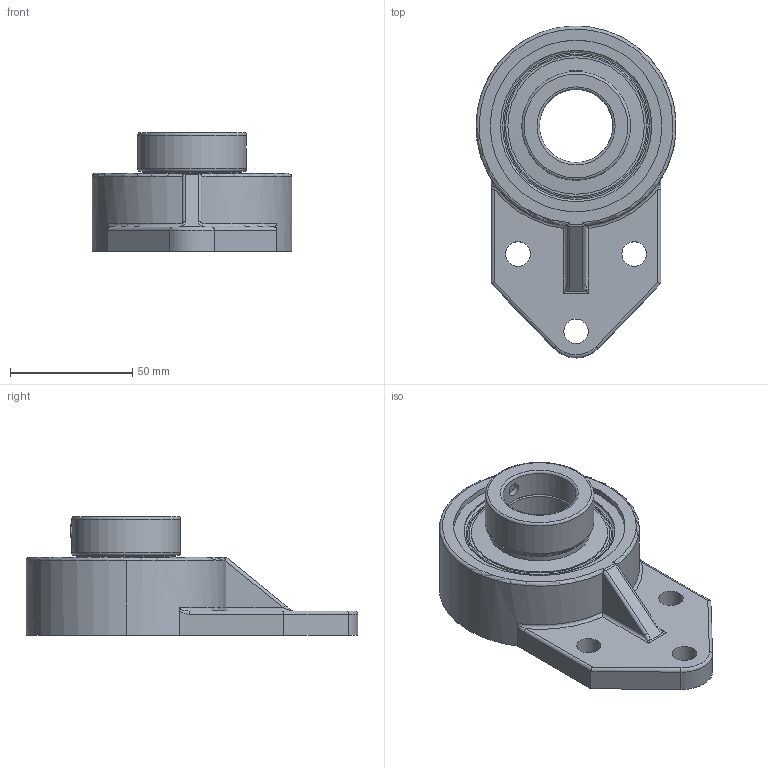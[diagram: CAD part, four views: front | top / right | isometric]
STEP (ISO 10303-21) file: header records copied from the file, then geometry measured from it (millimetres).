
FILE_DESCRIPTION(('HOOPS Exchange Step'),'2;1');
FILE_NAME('export-E415EF4B-D699-48D6-8DAB-325B3C785226.stp','2020-05-20T12:25:45-07:00',('dkerr'),('Alibre'),'HOOPS Exchange 2020.0','Alibre','Unknown authorisation');
FILE_SCHEMA( ('AP242_MANAGED_MODEL_BASED_3D_ENGINEERING_MIM_LF {1 0 10303 442 1 1 4 }') );
Length unit declared in the file: inch
Products named in the file (8): MRN SFBM 206 L4L; SNC 206 (Ball Bearing); SNC 206 (Setscrew); SNC 206 (Shield); SNC 206 L4L (30mm) (Race); SNC 206 (Collar); MRN SNC 206 L4L (30mm); MRN SNCSFBM 206 L4L (30mm)
Assembly tree (8 placements, depth 3):
  MRN SNCSFBM 206 L4L (30mm)
    MRN SFBM 206 L4L
    MRN SNC 206 L4L (30mm)
      SNC 206 (Ball Bearing)
      SNC 206 (Setscrew)
      SNC 206 (Shield)  x2
      SNC 206 L4L (30mm) (Race)
      SNC 206 (Collar)
Bounding box: 81.94 x 135.98 x 48.7 mm (x, y, z)
Volume: 148650 mm3; surface area: 58086.6 mm2
Topology: 16 solids, 16 shells, 149 faces, 399 edges, 260 vertices
Faces by surface type: cylinder 51, plane 41, torus 21, sphere 16, bspline 10, cone 10
Full cylindrical faces by diameter (mm): 5.359 x2, 5.36 x1, 10 x3, 30 x2, 37.643 x2, 40.322 x4, 41.338 x2, 44.501 x1, 51.397 x2, 55.88 x2, 62.017 x1, 66.017 x1, 70.35 x1
Entity records: 7414 total; most frequent: CARTESIAN_POINT 3653, DIRECTION 801, ORIENTED_EDGE 704, EDGE_CURVE 352, AXIS2_PLACEMENT_3D 347, VERTEX_POINT 246, CIRCLE 181, EDGE_LOOP 166
